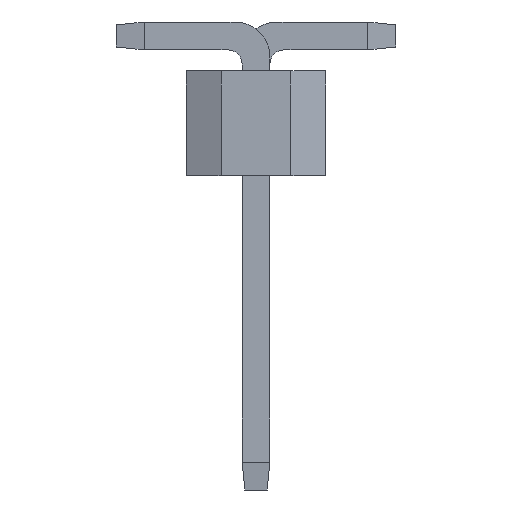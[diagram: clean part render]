
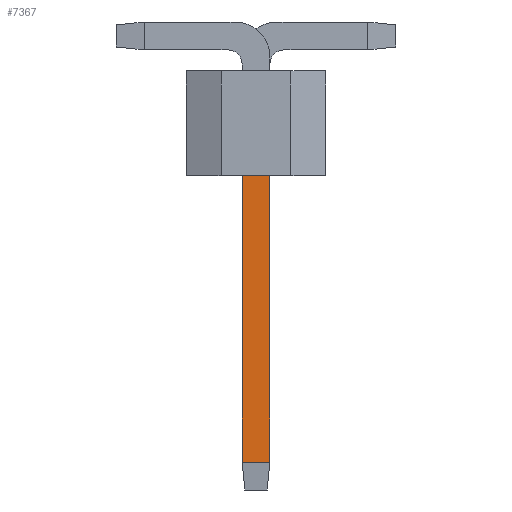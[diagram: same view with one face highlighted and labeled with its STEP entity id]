
A CAD part, left-side view. The second image highlights one B-rep face of the part: STEP entity #7367.
In plain terms, the highlighted planar face has unit normal (-1, 0, 0).
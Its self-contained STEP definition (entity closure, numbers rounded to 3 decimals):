
#217 = ORIENTED_EDGE ( 'NONE', *, *, #9006, .F. ) ;
#429 = CARTESIAN_POINT ( 'NONE',  ( -2.105, -0.2, -4.1 ) ) ;
#513 = VECTOR ( 'NONE', #3872, 1000. ) ;
#793 = DIRECTION ( 'NONE',  ( 0., 0., 1. ) ) ;
#973 = VERTEX_POINT ( 'NONE', #429 ) ;
#991 = DIRECTION ( 'NONE',  ( -1., 0., 0. ) ) ;
#1368 = CARTESIAN_POINT ( 'NONE',  ( -2.105, 0.3, 0. ) ) ;
#1431 = ORIENTED_EDGE ( 'NONE', *, *, #8535, .T. ) ;
#1693 = EDGE_CURVE ( 'NONE', #2486, #7420, #4484, .T. ) ;
#2176 = ORIENTED_EDGE ( 'NONE', *, *, #1693, .F. ) ;
#2486 = VERTEX_POINT ( 'NONE', #5780 ) ;
#2492 = PLANE ( 'NONE',  #4578 ) ;
#2855 = VECTOR ( 'NONE', #4307, 1000. ) ;
#3262 = CARTESIAN_POINT ( 'NONE',  ( -2.105, -0.2, 0. ) ) ;
#3831 = CARTESIAN_POINT ( 'NONE',  ( -2.105, -0.2, -4.1 ) ) ;
#3872 = DIRECTION ( 'NONE',  ( 0., 0., -1. ) ) ;
#3932 = CARTESIAN_POINT ( 'NONE',  ( -2.105, 0.2, 0. ) ) ;
#4294 = VECTOR ( 'NONE', #793, 1000. ) ;
#4307 = DIRECTION ( 'NONE',  ( 0., -1., 0. ) ) ;
#4484 = LINE ( 'NONE', #9058, #4294 ) ;
#4578 = AXIS2_PLACEMENT_3D ( 'NONE', #5428, #991, #5529 ) ;
#4727 = FACE_OUTER_BOUND ( 'NONE', #8260, .T. ) ;
#4897 = EDGE_CURVE ( 'NONE', #8252, #973, #9298, .T. ) ;
#5428 = CARTESIAN_POINT ( 'NONE',  ( -2.105, 0.3, 1.7 ) ) ;
#5529 = DIRECTION ( 'NONE',  ( 0., 0., 1. ) ) ;
#5562 = VECTOR ( 'NONE', #7454, 1000. ) ;
#5780 = CARTESIAN_POINT ( 'NONE',  ( -2.105, 0.2, -4.1 ) ) ;
#6613 = ORIENTED_EDGE ( 'NONE', *, *, #4897, .F. ) ;
#6633 = LINE ( 'NONE', #3831, #2855 ) ;
#6857 = CARTESIAN_POINT ( 'NONE',  ( -2.105, -0.2, -4.5 ) ) ;
#7367 = ADVANCED_FACE ( 'NONE', ( #4727 ), #2492, .T. ) ;
#7420 = VERTEX_POINT ( 'NONE', #3932 ) ;
#7454 = DIRECTION ( 'NONE',  ( 0., -1., 0. ) ) ;
#8252 = VERTEX_POINT ( 'NONE', #3262 ) ;
#8260 = EDGE_LOOP ( 'NONE', ( #217, #2176, #1431, #6613 ) ) ;
#8535 = EDGE_CURVE ( 'NONE', #2486, #973, #6633, .T. ) ;
#9006 = EDGE_CURVE ( 'NONE', #7420, #8252, #9145, .T. ) ;
#9058 = CARTESIAN_POINT ( 'NONE',  ( -2.105, 0.2, -4.5 ) ) ;
#9145 = LINE ( 'NONE', #1368, #5562 ) ;
#9298 = LINE ( 'NONE', #6857, #513 ) ;
